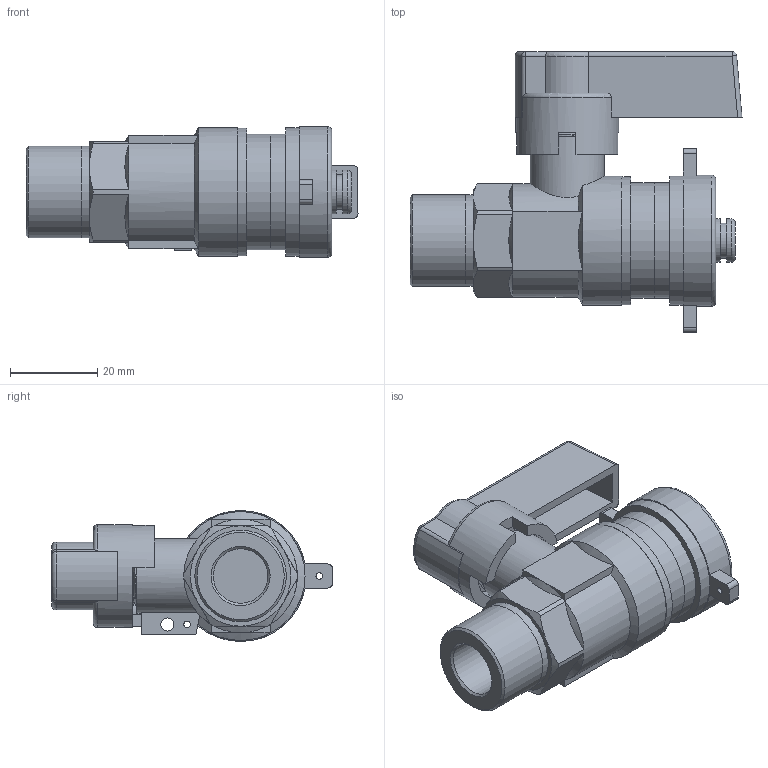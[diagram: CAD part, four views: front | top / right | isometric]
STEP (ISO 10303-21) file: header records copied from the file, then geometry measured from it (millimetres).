
FILE_DESCRIPTION(/* description */ ('Unknown'),/* implementation_level */ '2;1');
FILE_NAME(/* name */ '1532-04',/* time_stamp */ '2023-02-13T10:13:19+01:00',/* author */ ('Unknown'),/* organization */ ('Unknown'),/* preprocessor_version */ 'ST-DEVELOPER v16.7',/* originating_system */ 'Solid Edge',/* authorisation */ 'Unknown');
FILE_SCHEMA (('AUTOMOTIVE_DESIGN {1 0 10303 214 3 1 1}'));
Length unit declared in the file: millimetre
Products named in the file (9): 1532_o.Kette; 1514-01; S14; 1514-11; 1514-10; 1514-09; 1514-08; 1514-05; 1514-02
Assembly tree (8 placements, depth 2):
  1532_o.Kette
    1514-01
    S14
    1514-11
    1514-10
    1514-09
    1514-08
    1514-05
    1514-02
Bounding box: 76 x 64.25 x 30 mm (x, y, z)
Volume: 34134.3 mm3; surface area: 25587.7 mm2
Topology: 8 solids, 8 shells, 350 faces, 948 edges, 631 vertices
Faces by surface type: plane 120, cylinder 108, bspline 72, cone 33, torus 10, sphere 7
Full cylindrical faces by diameter (mm): 1.5 x3, 3 x1, 3.3 x11, 4 x13, 5 x1, 6.5 x1, 7.5 x1, 8 x1, 9 x3, 9.2 x1, 10 x3, 10.5 x1, 11 x1, 12.5 x5, 13 x1, 13.5 x1, 17 x1, 18 x3, 18.5 x1, 20.955 x2, 22.5 x3, 23.5 x1, 24.4 x4, 24.5 x1, 26.441 x2, 29.3 x1, 29.5 x2, 30 x1
Entity records: 20859 total; most frequent: CARTESIAN_POINT 12613, ORIENTED_EDGE 1624, DIRECTION 1186, EDGE_CURVE 812, VERTEX_POINT 596, AXIS2_PLACEMENT_3D 482, FACE_BOUND 424, EDGE_LOOP 423
